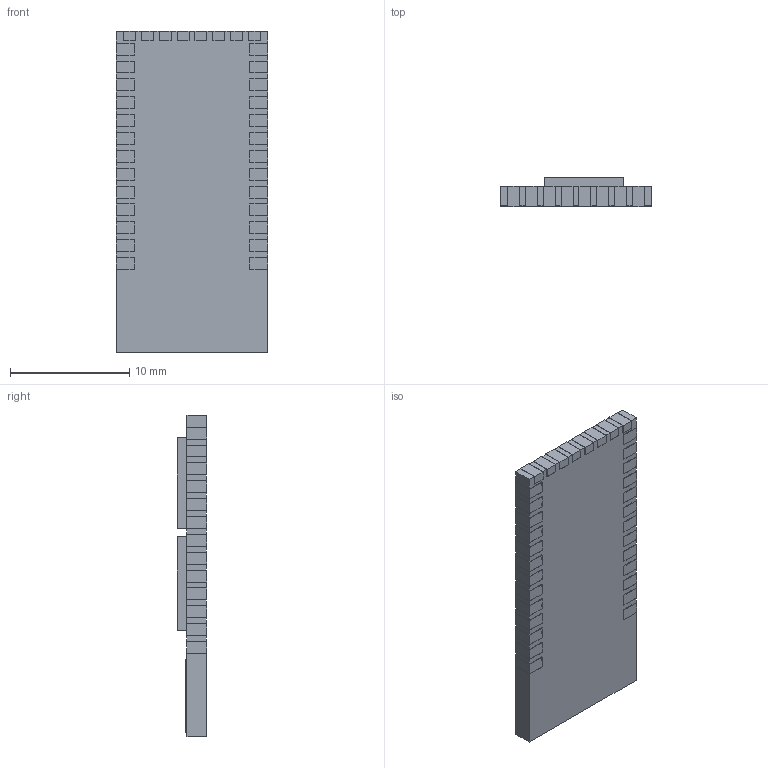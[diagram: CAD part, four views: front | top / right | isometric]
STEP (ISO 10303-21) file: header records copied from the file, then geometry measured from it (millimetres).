
FILE_DESCRIPTION (( 'STEP AP214' ), '1' );
FILE_NAME ('User Library-HC-05.STEP', '2018-02-17T12:42:10', ( '' ), ( '' ), 'SwSTEP 2.0', 'SolidWorks 2018', '' );
FILE_SCHEMA (( 'AUTOMOTIVE_DESIGN' ));
Length unit declared in the file: millimetre
Products named in the file (1): User Library-HC-05
Bounding box: 12.72 x 2.44 x 27.01 mm (x, y, z)
Volume: 636.9 mm3; surface area: 885.5 mm2
Topology: 1 solids, 1 shells, 327 faces, 966 edges, 644 vertices
Faces by surface type: plane 327
Entity records: 14311 total; most frequent: CARTESIAN_POINT 1938, ORIENTED_EDGE 1932, DIRECTION 1622, VECTOR 966, EDGE_CURVE 966, LINE 966, VERTEX_POINT 644, UNCERTAINTY_MEASURE_WITH_UNIT 330
